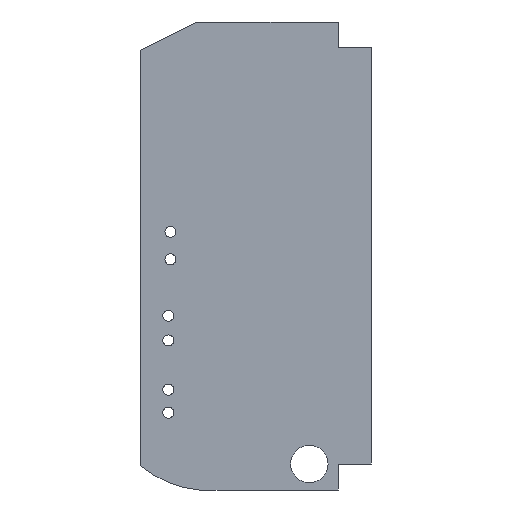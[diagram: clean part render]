
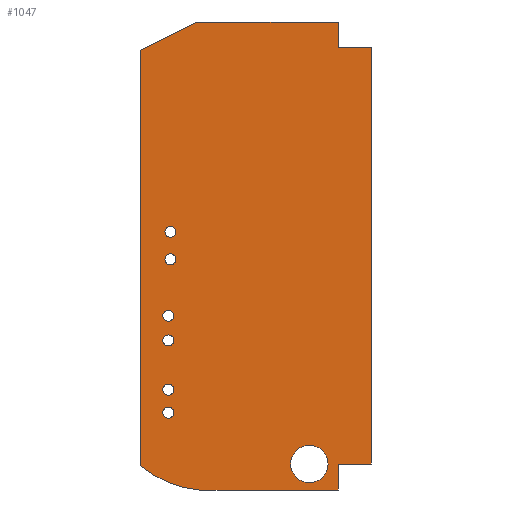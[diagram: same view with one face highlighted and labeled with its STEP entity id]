
A CAD part, front view. The second image highlights one B-rep face of the part: STEP entity #1047.
In plain terms, the highlighted planar face has unit normal (0, -1, 0).
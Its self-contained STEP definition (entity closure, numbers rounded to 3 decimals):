
#28=FACE_BOUND('',#465,.T.);
#29=FACE_BOUND('',#466,.T.);
#30=FACE_BOUND('',#467,.T.);
#31=FACE_BOUND('',#468,.T.);
#32=FACE_BOUND('',#469,.T.);
#33=FACE_BOUND('',#470,.T.);
#34=FACE_BOUND('',#471,.T.);
#78=PLANE('',#1143);
#168=LINE('',#1624,#282);
#171=LINE('',#1629,#285);
#173=LINE('',#1633,#287);
#175=LINE('',#1637,#289);
#184=LINE('',#1674,#298);
#186=LINE('',#1678,#300);
#189=LINE('',#1685,#303);
#190=LINE('',#1688,#304);
#192=LINE('',#1691,#306);
#282=VECTOR('',#1331,10.);
#285=VECTOR('',#1336,10.);
#287=VECTOR('',#1340,10.);
#289=VECTOR('',#1344,10.);
#298=VECTOR('',#1387,10.);
#300=VECTOR('',#1391,10.);
#303=VECTOR('',#1400,10.);
#304=VECTOR('',#1403,10.);
#306=VECTOR('',#1407,10.);
#396=FACE_OUTER_BOUND('',#464,.T.);
#464=EDGE_LOOP('',(#976,#977,#978,#979,#980,#981,#982,#983,#984,#985));
#465=EDGE_LOOP('',(#986));
#466=EDGE_LOOP('',(#987));
#467=EDGE_LOOP('',(#988));
#468=EDGE_LOOP('',(#989));
#469=EDGE_LOOP('',(#990));
#470=EDGE_LOOP('',(#991));
#471=EDGE_LOOP('',(#992));
#484=CIRCLE('',#1120,1.704);
#486=CIRCLE('',#1123,0.5);
#488=CIRCLE('',#1126,0.5);
#489=CIRCLE('',#1128,0.5);
#490=CIRCLE('',#1130,0.5);
#491=CIRCLE('',#1132,0.5);
#492=CIRCLE('',#1134,0.5);
#493=CIRCLE('',#1138,9.653);
#566=VERTEX_POINT('',#1621);
#567=VERTEX_POINT('',#1623);
#568=VERTEX_POINT('',#1627);
#569=VERTEX_POINT('',#1631);
#570=VERTEX_POINT('',#1635);
#571=VERTEX_POINT('',#1639);
#573=VERTEX_POINT('',#1645);
#575=VERTEX_POINT('',#1651);
#576=VERTEX_POINT('',#1655);
#577=VERTEX_POINT('',#1659);
#578=VERTEX_POINT('',#1663);
#579=VERTEX_POINT('',#1667);
#580=VERTEX_POINT('',#1671);
#581=VERTEX_POINT('',#1673);
#582=VERTEX_POINT('',#1677);
#583=VERTEX_POINT('',#1681);
#584=VERTEX_POINT('',#1687);
#686=EDGE_CURVE('',#567,#566,#168,.T.);
#689=EDGE_CURVE('',#566,#568,#171,.T.);
#691=EDGE_CURVE('',#568,#569,#173,.T.);
#693=EDGE_CURVE('',#569,#570,#175,.T.);
#695=EDGE_CURVE('',#571,#571,#484,.T.);
#698=EDGE_CURVE('',#573,#573,#486,.T.);
#701=EDGE_CURVE('',#575,#575,#488,.T.);
#703=EDGE_CURVE('',#576,#576,#489,.T.);
#705=EDGE_CURVE('',#577,#577,#490,.T.);
#707=EDGE_CURVE('',#578,#578,#491,.T.);
#709=EDGE_CURVE('',#579,#579,#492,.T.);
#711=EDGE_CURVE('',#581,#580,#184,.T.);
#713=EDGE_CURVE('',#582,#581,#186,.T.);
#715=EDGE_CURVE('',#583,#582,#493,.T.);
#717=EDGE_CURVE('',#570,#583,#189,.T.);
#718=EDGE_CURVE('',#584,#567,#190,.T.);
#720=EDGE_CURVE('',#580,#584,#192,.T.);
#976=ORIENTED_EDGE('',*,*,#720,.T.);
#977=ORIENTED_EDGE('',*,*,#718,.T.);
#978=ORIENTED_EDGE('',*,*,#686,.T.);
#979=ORIENTED_EDGE('',*,*,#689,.T.);
#980=ORIENTED_EDGE('',*,*,#691,.T.);
#981=ORIENTED_EDGE('',*,*,#693,.T.);
#982=ORIENTED_EDGE('',*,*,#717,.T.);
#983=ORIENTED_EDGE('',*,*,#715,.T.);
#984=ORIENTED_EDGE('',*,*,#713,.T.);
#985=ORIENTED_EDGE('',*,*,#711,.T.);
#986=ORIENTED_EDGE('',*,*,#695,.T.);
#987=ORIENTED_EDGE('',*,*,#698,.T.);
#988=ORIENTED_EDGE('',*,*,#701,.T.);
#989=ORIENTED_EDGE('',*,*,#703,.T.);
#990=ORIENTED_EDGE('',*,*,#705,.T.);
#991=ORIENTED_EDGE('',*,*,#707,.T.);
#992=ORIENTED_EDGE('',*,*,#709,.T.);
#1047=ADVANCED_FACE('',(#396,#28,#29,#30,#31,#32,#33,#34),#78,.T.);
#1120=AXIS2_PLACEMENT_3D('',#1641,#1348,#1349);
#1123=AXIS2_PLACEMENT_3D('',#1647,#1355,#1356);
#1126=AXIS2_PLACEMENT_3D('',#1653,#1362,#1363);
#1128=AXIS2_PLACEMENT_3D('',#1657,#1367,#1368);
#1130=AXIS2_PLACEMENT_3D('',#1661,#1372,#1373);
#1132=AXIS2_PLACEMENT_3D('',#1665,#1377,#1378);
#1134=AXIS2_PLACEMENT_3D('',#1669,#1382,#1383);
#1138=AXIS2_PLACEMENT_3D('',#1682,#1395,#1396);
#1143=AXIS2_PLACEMENT_3D('',#1693,#1410,#1411);
#1331=DIRECTION('',(-1.,0.,0.));
#1336=DIRECTION('',(0.,0.,1.));
#1340=DIRECTION('',(-1.,0.,0.));
#1344=DIRECTION('',(-0.898,0.,-0.441));
#1348=DIRECTION('center_axis',(0.,1.,0.));
#1349=DIRECTION('ref_axis',(1.,0.,0.));
#1355=DIRECTION('center_axis',(0.,1.,0.));
#1356=DIRECTION('ref_axis',(1.,0.,0.));
#1362=DIRECTION('center_axis',(0.,1.,0.));
#1363=DIRECTION('ref_axis',(1.,0.,0.));
#1367=DIRECTION('center_axis',(0.,1.,0.));
#1368=DIRECTION('ref_axis',(1.,0.,0.));
#1372=DIRECTION('center_axis',(0.,1.,0.));
#1373=DIRECTION('ref_axis',(1.,0.,0.));
#1377=DIRECTION('center_axis',(0.,1.,0.));
#1378=DIRECTION('ref_axis',(1.,0.,0.));
#1382=DIRECTION('center_axis',(0.,1.,0.));
#1383=DIRECTION('ref_axis',(1.,0.,0.));
#1387=DIRECTION('',(0.,0.,1.));
#1391=DIRECTION('',(1.,0.,0.));
#1395=DIRECTION('center_axis',(0.,-1.,0.));
#1396=DIRECTION('ref_axis',(-0.081,0.,-0.997));
#1400=DIRECTION('',(0.,0.,-1.));
#1403=DIRECTION('',(0.,0.,1.));
#1407=DIRECTION('',(1.,0.,0.));
#1410=DIRECTION('center_axis',(0.,-1.,0.));
#1411=DIRECTION('ref_axis',(0.,0.,-1.));
#1621=CARTESIAN_POINT('',(15.274,-2.,16.78));
#1623=CARTESIAN_POINT('',(18.284,-2.,16.78));
#1624=CARTESIAN_POINT('',(15.274,-2.,16.78));
#1627=CARTESIAN_POINT('',(15.274,-2.,19.083));
#1629=CARTESIAN_POINT('',(15.274,-2.,19.083));
#1631=CARTESIAN_POINT('',(2.467,-2.,19.083));
#1633=CARTESIAN_POINT('',(2.467,-2.,19.083));
#1635=CARTESIAN_POINT('',(-2.724,-2.,16.534));
#1637=CARTESIAN_POINT('',(-2.724,-2.,16.534));
#1639=CARTESIAN_POINT('',(10.929,-2.,-21.121));
#1641=CARTESIAN_POINT('Origin',(12.633,-2.,-21.121));
#1645=CARTESIAN_POINT('',(-0.692,-2.,-16.452));
#1647=CARTESIAN_POINT('Origin',(-0.192,-2.,-16.452));
#1651=CARTESIAN_POINT('',(-0.692,-2.,-14.364));
#1653=CARTESIAN_POINT('Origin',(-0.192,-2.,-14.364));
#1655=CARTESIAN_POINT('',(-0.692,-2.,-9.879));
#1657=CARTESIAN_POINT('Origin',(-0.192,-2.,-9.879));
#1659=CARTESIAN_POINT('',(-0.692,-2.,-7.637));
#1661=CARTESIAN_POINT('Origin',(-0.192,-2.,-7.637));
#1663=CARTESIAN_POINT('',(-0.5,-2.,-2.508));
#1665=CARTESIAN_POINT('Origin',(0.,-2.,-2.508));
#1667=CARTESIAN_POINT('',(-0.5,-2.,0.));
#1669=CARTESIAN_POINT('Origin',(0.,-2.,0.));
#1671=CARTESIAN_POINT('',(15.274,-2.,-21.121));
#1673=CARTESIAN_POINT('',(15.274,-2.,-23.485));
#1674=CARTESIAN_POINT('',(15.274,-2.,-21.121));
#1677=CARTESIAN_POINT('',(2.682,-2.,-23.485));
#1678=CARTESIAN_POINT('',(15.274,-2.,-23.485));
#1681=CARTESIAN_POINT('',(-2.724,-2.,-21.274));
#1682=CARTESIAN_POINT('Origin',(3.463,-2.,-13.864));
#1685=CARTESIAN_POINT('',(-2.724,-2.,-21.274));
#1687=CARTESIAN_POINT('',(18.284,-2.,-21.121));
#1688=CARTESIAN_POINT('',(18.284,-2.,16.78));
#1691=CARTESIAN_POINT('',(18.284,-2.,-21.121));
#1693=CARTESIAN_POINT('Origin',(8.093,-2.,-2.012));
